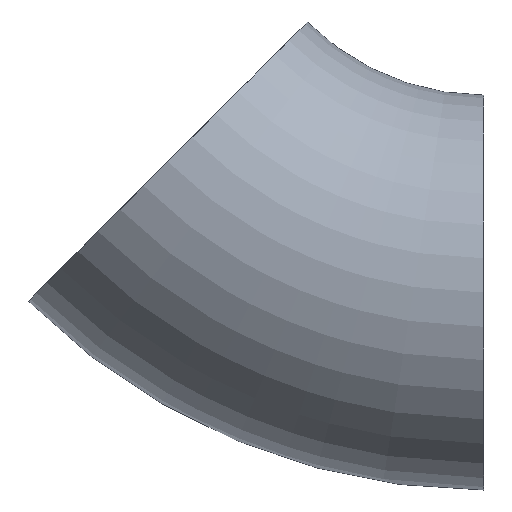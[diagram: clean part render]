
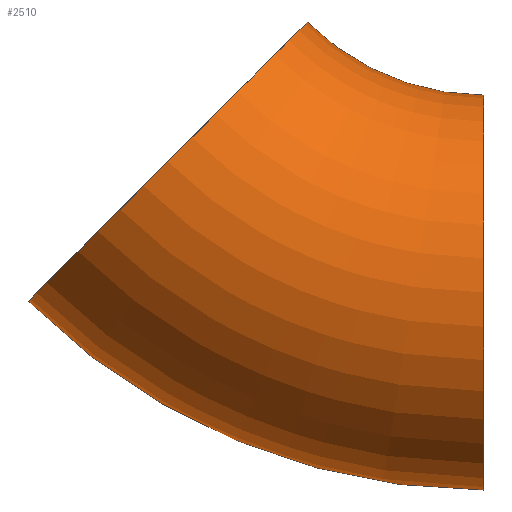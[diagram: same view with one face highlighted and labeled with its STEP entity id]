
A CAD part, left-side view. The second image highlights one B-rep face of the part: STEP entity #2510.
In plain terms, the highlighted toroidal (fillet/blend) face has major radius 48 mm and minor radius 21.2 mm.
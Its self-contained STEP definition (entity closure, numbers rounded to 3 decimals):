
#38 = EDGE_CURVE ( 'NONE', #3568, #5658, #7345, .T. ) ;
#306 = AXIS2_PLACEMENT_3D ( 'NONE', #2124, #569, #5791 ) ;
#569 = DIRECTION ( 'NONE',  ( -1., 0., 0. ) ) ;
#603 = EDGE_LOOP ( 'NONE', ( #730, #614, #9082, #10308 ) ) ;
#614 = ORIENTED_EDGE ( 'NONE', *, *, #6125, .T. ) ;
#730 = ORIENTED_EDGE ( 'NONE', *, *, #3865, .F. ) ;
#1465 = DIRECTION ( 'NONE',  ( 0., 0., 1. ) ) ;
#1744 = FACE_OUTER_BOUND ( 'NONE', #603, .T. ) ;
#2124 = CARTESIAN_POINT ( 'NONE',  ( 0., 0., 0. ) ) ;
#2510 = ADVANCED_FACE ( 'NONE', ( #1744 ), #5112, .T. ) ;
#2632 = VERTEX_POINT ( 'NONE', #9993 ) ;
#3067 = AXIS2_PLACEMENT_3D ( 'NONE', #8652, #3462, #6846 ) ;
#3462 = DIRECTION ( 'NONE',  ( 0., 0.707, 0.707 ) ) ;
#3568 = VERTEX_POINT ( 'NONE', #6362 ) ;
#3865 = EDGE_CURVE ( 'NONE', #2632, #7943, #11032, .T. ) ;
#3929 = CARTESIAN_POINT ( 'NONE',  ( 0., 0., -26.8 ) ) ;
#5112 = TOROIDAL_SURFACE ( 'NONE', #306, 48., 21.2 ) ;
#5401 = AXIS2_PLACEMENT_3D ( 'NONE', #6680, #6570, #1465 ) ;
#5658 = VERTEX_POINT ( 'NONE', #3929 ) ;
#5791 = DIRECTION ( 'NONE',  ( 0., 0., 1. ) ) ;
#5964 = CARTESIAN_POINT ( 'NONE',  ( 0., 18.95, -18.95 ) ) ;
#6125 = EDGE_CURVE ( 'NONE', #2632, #3568, #9391, .T. ) ;
#6362 = CARTESIAN_POINT ( 'NONE',  ( 0., 0., -69.2 ) ) ;
#6570 = DIRECTION ( 'NONE',  ( 0., 1., 0. ) ) ;
#6680 = CARTESIAN_POINT ( 'NONE',  ( 0., 0., -48. ) ) ;
#6846 = DIRECTION ( 'NONE',  ( 0., -0.707, 0.707 ) ) ;
#7246 = AXIS2_PLACEMENT_3D ( 'NONE', #11152, #9373, #7629 ) ;
#7345 = CIRCLE ( 'NONE', #5401, 21.2 ) ;
#7629 = DIRECTION ( 'NONE',  ( 0., 0., 1. ) ) ;
#7866 = DIRECTION ( 'NONE',  ( -1., 0., 0. ) ) ;
#7943 = VERTEX_POINT ( 'NONE', #5964 ) ;
#8165 = CIRCLE ( 'NONE', #10620, 26.8 ) ;
#8634 = DIRECTION ( 'NONE',  ( 0., 0., 1. ) ) ;
#8652 = CARTESIAN_POINT ( 'NONE',  ( 0., 33.941, -33.941 ) ) ;
#9082 = ORIENTED_EDGE ( 'NONE', *, *, #38, .T. ) ;
#9373 = DIRECTION ( 'NONE',  ( -1., 0., 0. ) ) ;
#9391 = CIRCLE ( 'NONE', #7246, 69.2 ) ;
#9993 = CARTESIAN_POINT ( 'NONE',  ( 0., 48.932, -48.932 ) ) ;
#10120 = EDGE_CURVE ( 'NONE', #7943, #5658, #8165, .T. ) ;
#10308 = ORIENTED_EDGE ( 'NONE', *, *, #10120, .F. ) ;
#10488 = CARTESIAN_POINT ( 'NONE',  ( 0., 0., 0. ) ) ;
#10620 = AXIS2_PLACEMENT_3D ( 'NONE', #10488, #7866, #8634 ) ;
#11032 = CIRCLE ( 'NONE', #3067, 21.2 ) ;
#11152 = CARTESIAN_POINT ( 'NONE',  ( 0., 0., 0. ) ) ;
